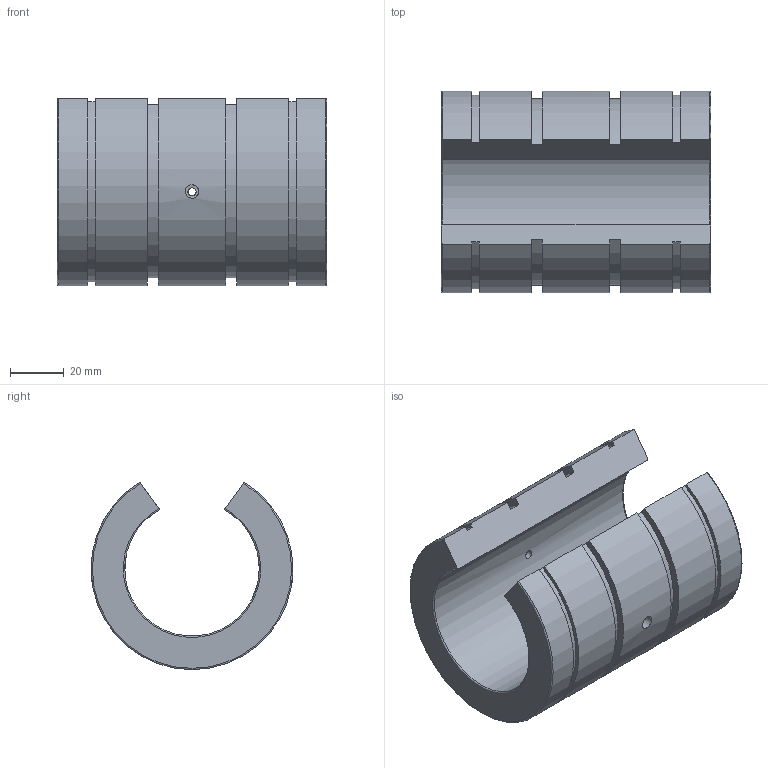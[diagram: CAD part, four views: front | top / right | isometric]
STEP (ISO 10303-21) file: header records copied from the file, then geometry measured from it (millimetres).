
FILE_DESCRIPTION( ( 'STEP AP214' ), '1' );
FILE_NAME( 'FMN-50.stp', '2009-11-09T11:03:33', ( ' ' ), ( ' ' ), 'XStep 1.0', ' ', ' ' );
FILE_SCHEMA( ( 'CONFIG_CONTROL_DESIGN) ( )' ) );
Length unit declared in the file: metre
Products named in the file (1): 1
Bounding box: 100 x 75 x 69.6 mm (x, y, z)
Volume: 197942.8 mm3; surface area: 42511.3 mm2
Topology: 1 solids, 1 shells, 28 faces, 78 edges, 52 vertices
Faces by surface type: cylinder 12, plane 12, torus 4
Full cylindrical faces by diameter (mm): 3 x1, 5 x1
Entity records: 1382 total; most frequent: CARTESIAN_POINT 419, ORIENTED_EDGE 152, DIRECTION 146, EDGE_CURVE 76, AXIS2_PLACEMENT_3D 53, VERTEX_POINT 52, LINE 40, VECTOR 40
